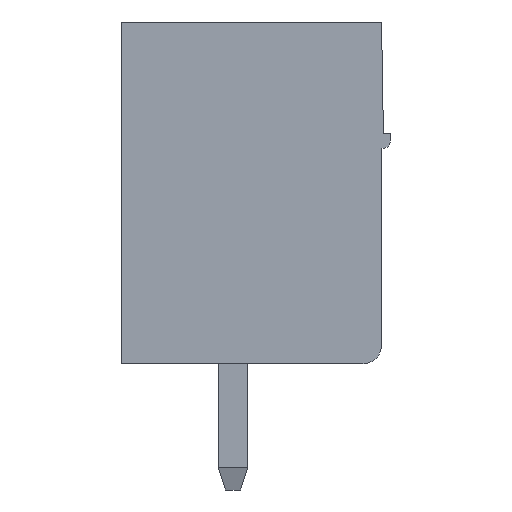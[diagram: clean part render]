
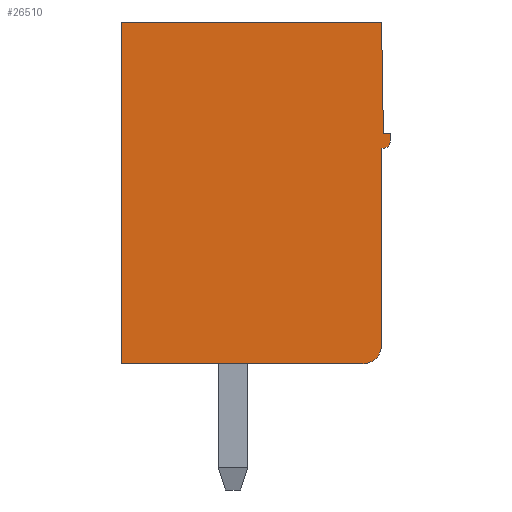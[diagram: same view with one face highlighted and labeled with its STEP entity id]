
A CAD part, left-side view. The second image highlights one B-rep face of the part: STEP entity #26510.
In plain terms, the highlighted planar face has unit normal (-1, 0, 0).
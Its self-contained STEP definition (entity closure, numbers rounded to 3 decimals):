
#7 = VECTOR ( 'NONE', #18991, 1000. ) ;
#519 = DIRECTION ( 'NONE',  ( 0., 0.017, 1. ) ) ;
#672 = VECTOR ( 'NONE', #18756, 1000. ) ;
#896 = CARTESIAN_POINT ( 'NONE',  ( -40.64, 0.24, 0.5 ) ) ;
#946 = ORIENTED_EDGE ( 'NONE', *, *, #27715, .F. ) ;
#1140 = DIRECTION ( 'NONE',  ( 1., 0., 0. ) ) ;
#1768 = CARTESIAN_POINT ( 'NONE',  ( -40.64, 3.62, 0. ) ) ;
#2277 = PLANE ( 'NONE',  #21511 ) ;
#2963 = CARTESIAN_POINT ( 'NONE',  ( -40.64, 0.74, 0.5 ) ) ;
#3405 = ORIENTED_EDGE ( 'NONE', *, *, #15420, .F. ) ;
#4299 = CARTESIAN_POINT ( 'NONE',  ( -40.64, 0.19, 6.2 ) ) ;
#4349 = CARTESIAN_POINT ( 'NONE',  ( -40.64, 0.24, 5.8 ) ) ;
#4667 = VECTOR ( 'NONE', #13844, 1000. ) ;
#5799 = DIRECTION ( 'NONE',  ( 0., 0., 1. ) ) ;
#6159 = ORIENTED_EDGE ( 'NONE', *, *, #16254, .T. ) ;
#6870 = VECTOR ( 'NONE', #519, 1000. ) ;
#7979 = LINE ( 'NONE', #22304, #15527 ) ;
#8062 = CARTESIAN_POINT ( 'NONE',  ( -40.64, 7.24, 0. ) ) ;
#8274 = CIRCLE ( 'NONE', #13799, 0.5 ) ;
#8655 = VECTOR ( 'NONE', #23075, 1000. ) ;
#8897 = EDGE_CURVE ( 'NONE', #23359, #11247, #8274, .T. ) ;
#9280 = CARTESIAN_POINT ( 'NONE',  ( -40.64, 0., 0. ) ) ;
#9548 = DIRECTION ( 'NONE',  ( 0., -1., 0. ) ) ;
#9729 = EDGE_CURVE ( 'NONE', #10546, #28361, #19501, .T. ) ;
#9788 = CARTESIAN_POINT ( 'NONE',  ( -40.64, 7.24, 0. ) ) ;
#9866 = DIRECTION ( 'NONE',  ( -1., 0., 0. ) ) ;
#9895 = ORIENTED_EDGE ( 'NONE', *, *, #19524, .F. ) ;
#10546 = VERTEX_POINT ( 'NONE', #4299 ) ;
#10980 = CARTESIAN_POINT ( 'NONE',  ( -40.64, 3.62, 9.2 ) ) ;
#11247 = VERTEX_POINT ( 'NONE', #896 ) ;
#11655 = CARTESIAN_POINT ( 'NONE',  ( -40.64, 0., 6. ) ) ;
#12521 = CARTESIAN_POINT ( 'NONE',  ( -40.64, 0.24, 9.2 ) ) ;
#13542 = VECTOR ( 'NONE', #16051, 1000. ) ;
#13671 = LINE ( 'NONE', #23267, #7 ) ;
#13799 = AXIS2_PLACEMENT_3D ( 'NONE', #2963, #9866, #26726 ) ;
#13844 = DIRECTION ( 'NONE',  ( 0., -1., 0. ) ) ;
#14060 = CARTESIAN_POINT ( 'NONE',  ( -40.64, 7.24, 9.2 ) ) ;
#14685 = VERTEX_POINT ( 'NONE', #14060 ) ;
#15255 = DIRECTION ( 'NONE',  ( 0., 0., -1. ) ) ;
#15420 = EDGE_CURVE ( 'NONE', #14685, #28361, #18350, .T. ) ;
#15527 = VECTOR ( 'NONE', #5799, 1000. ) ;
#15857 = VECTOR ( 'NONE', #9548, 1000. ) ;
#15913 = EDGE_CURVE ( 'NONE', #11247, #25958, #26154, .T. ) ;
#16051 = DIRECTION ( 'NONE',  ( 0., 0., -1. ) ) ;
#16254 = EDGE_CURVE ( 'NONE', #23330, #23359, #30846, .T. ) ;
#16782 = LINE ( 'NONE', #18835, #15857 ) ;
#18028 = ORIENTED_EDGE ( 'NONE', *, *, #27282, .T. ) ;
#18058 = VERTEX_POINT ( 'NONE', #18989 ) ;
#18350 = LINE ( 'NONE', #10980, #8655 ) ;
#18756 = DIRECTION ( 'NONE',  ( 0., 0., 1. ) ) ;
#18835 = CARTESIAN_POINT ( 'NONE',  ( -40.64, 0., 5.8 ) ) ;
#18989 = CARTESIAN_POINT ( 'NONE',  ( -40.64, 0.2, 5.8 ) ) ;
#18991 = DIRECTION ( 'NONE',  ( 0., 1., 0. ) ) ;
#19381 = FACE_OUTER_BOUND ( 'NONE', #27825, .T. ) ;
#19501 = LINE ( 'NONE', #21547, #6870 ) ;
#19524 = EDGE_CURVE ( 'NONE', #29904, #18058, #25372, .T. ) ;
#19606 = ORIENTED_EDGE ( 'NONE', *, *, #15913, .T. ) ;
#20685 = EDGE_CURVE ( 'NONE', #25958, #18058, #16782, .T. ) ;
#21063 = LINE ( 'NONE', #9280, #13542 ) ;
#21324 = AXIS2_PLACEMENT_3D ( 'NONE', #30050, #1140, #15255 ) ;
#21511 = AXIS2_PLACEMENT_3D ( 'NONE', #9788, #28688, #28984 ) ;
#21547 = CARTESIAN_POINT ( 'NONE',  ( -40.64, 0.19, 6.2 ) ) ;
#21642 = ORIENTED_EDGE ( 'NONE', *, *, #20685, .T. ) ;
#22077 = VERTEX_POINT ( 'NONE', #25268 ) ;
#22304 = CARTESIAN_POINT ( 'NONE',  ( -40.64, 7.24, 0. ) ) ;
#23066 = ORIENTED_EDGE ( 'NONE', *, *, #9729, .T. ) ;
#23075 = DIRECTION ( 'NONE',  ( 0., -1., 0. ) ) ;
#23267 = CARTESIAN_POINT ( 'NONE',  ( -40.64, 0.19, 6.2 ) ) ;
#23330 = VERTEX_POINT ( 'NONE', #8062 ) ;
#23359 = VERTEX_POINT ( 'NONE', #29934 ) ;
#24037 = EDGE_CURVE ( 'NONE', #23330, #14685, #7979, .T. ) ;
#25268 = CARTESIAN_POINT ( 'NONE',  ( -40.64, 0., 6.2 ) ) ;
#25372 = CIRCLE ( 'NONE', #21324, 0.2 ) ;
#25958 = VERTEX_POINT ( 'NONE', #4349 ) ;
#26154 = LINE ( 'NONE', #30573, #672 ) ;
#26422 = ORIENTED_EDGE ( 'NONE', *, *, #24037, .F. ) ;
#26510 = ADVANCED_FACE ( 'NONE', ( #19381 ), #2277, .T. ) ;
#26726 = DIRECTION ( 'NONE',  ( 0., -1., 0. ) ) ;
#27282 = EDGE_CURVE ( 'NONE', #22077, #10546, #13671, .T. ) ;
#27715 = EDGE_CURVE ( 'NONE', #22077, #29904, #21063, .T. ) ;
#27825 = EDGE_LOOP ( 'NONE', ( #26422, #6159, #30817, #19606, #21642, #9895, #946, #18028, #23066, #3405 ) ) ;
#28361 = VERTEX_POINT ( 'NONE', #12521 ) ;
#28688 = DIRECTION ( 'NONE',  ( -1., 0., 0. ) ) ;
#28984 = DIRECTION ( 'NONE',  ( 0., 0., 1. ) ) ;
#29904 = VERTEX_POINT ( 'NONE', #11655 ) ;
#29934 = CARTESIAN_POINT ( 'NONE',  ( -40.64, 0.74, 0. ) ) ;
#30050 = CARTESIAN_POINT ( 'NONE',  ( -40.64, 0.2, 6. ) ) ;
#30573 = CARTESIAN_POINT ( 'NONE',  ( -40.64, 0.24, 0. ) ) ;
#30817 = ORIENTED_EDGE ( 'NONE', *, *, #8897, .T. ) ;
#30846 = LINE ( 'NONE', #1768, #4667 ) ;
